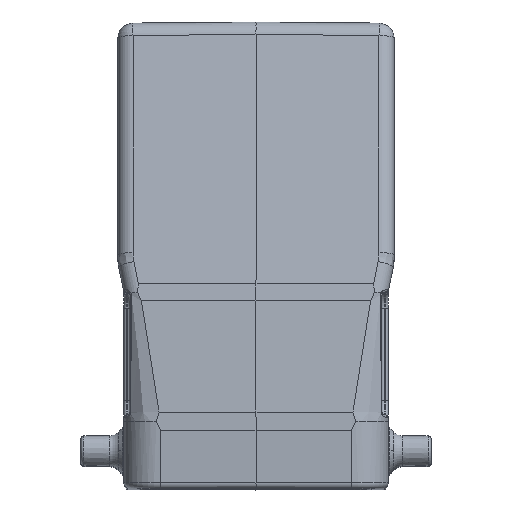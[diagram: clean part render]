
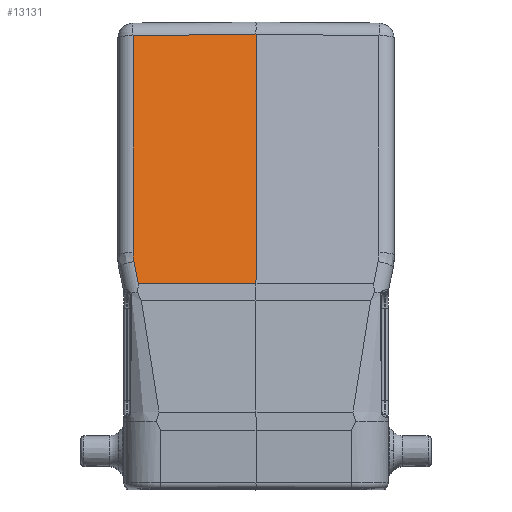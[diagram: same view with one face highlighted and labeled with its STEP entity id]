
A CAD part, top view. The second image highlights one B-rep face of the part: STEP entity #13131.
In plain terms, the highlighted planar face has unit normal (-0.009, 0.19, 0.982).
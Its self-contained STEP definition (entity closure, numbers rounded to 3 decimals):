
#1182=DIRECTION('',(0.,-0.982,0.19));
#1183=VECTOR('',#1182,35.988);
#1184=CARTESIAN_POINT('',(-20.022,19.215,49.747));
#1185=LINE('',#1184,#1183);
#1186=DIRECTION('',(-0.193,0.963,-0.188));
#1187=VECTOR('',#1186,3.79);
#1188=CARTESIAN_POINT('',(-19.146,-21.241,
57.57));
#1189=LINE('',#1188,#1187);
#1190=CARTESIAN_POINT('',(-19.876,-17.591,
56.859));
#1191=CARTESIAN_POINT('',(-19.973,-17.107,
56.764));
#1192=CARTESIAN_POINT('',(-20.022,-16.614,
56.669));
#1193=CARTESIAN_POINT('',(-20.022,-16.12,
56.573));
#1195=DIRECTION('',(1.,0.009,0.007));
#1196=VECTOR('',#1195,20.023);
#1197=CARTESIAN_POINT('',(-20.022,19.215,49.747));
#1198=LINE('',#1197,#1196);
#1224=DIRECTION('',(1.,0.,0.009));
#1225=VECTOR('',#1224,19.147);
#1226=CARTESIAN_POINT('',(-19.146,-21.241,
57.57));
#1227=LINE('',#1226,#1225);
#1250=DIRECTION('',(0.,0.982,-0.19));
#1251=VECTOR('',#1250,41.382);
#1252=CARTESIAN_POINT('',(0.,-21.241,
57.74));
#1253=LINE('',#1252,#1251);
#10264=CARTESIAN_POINT('',(0.,-21.241,
57.74));
#10265=CARTESIAN_POINT('',(0.,19.39,
49.891));
#10266=VERTEX_POINT('',#10264);
#10267=VERTEX_POINT('',#10265);
#10272=CARTESIAN_POINT('',(-19.146,-21.241,
57.57));
#10273=VERTEX_POINT('',#10272);
#10274=CARTESIAN_POINT('',(-19.876,-17.591,
56.859));
#10275=VERTEX_POINT('',#10274);
#10276=VERTEX_POINT('',#1193);
#10277=CARTESIAN_POINT('',(-20.022,19.215,
49.747));
#10278=VERTEX_POINT('',#10277);
#13114=CARTESIAN_POINT('',(0.,-22.585,58.));
#13115=DIRECTION('',(-0.009,0.19,0.982));
#13116=DIRECTION('',(0.,-0.982,0.19));
#13117=AXIS2_PLACEMENT_3D('',#13114,#13115,#13116);
#13118=PLANE('',#13117);
#13120=ORIENTED_EDGE('',*,*,#13119,.F.);
#13122=ORIENTED_EDGE('',*,*,#13121,.T.);
#13124=ORIENTED_EDGE('',*,*,#13123,.T.);
#13125=ORIENTED_EDGE('',*,*,#13104,.F.);
#13126=ORIENTED_EDGE('',*,*,#12865,.T.);
#13128=ORIENTED_EDGE('',*,*,#13127,.F.);
#13129=EDGE_LOOP('',(#13120,#13122,#13124,#13125,#13126,#13128));
#13130=FACE_OUTER_BOUND('',#13129,.F.);
#1194=B_SPLINE_CURVE_WITH_KNOTS('',3,(#1190,#1191,#1192,#1193),.UNSPECIFIED.,
.F.,.F.,(4,4),(0.,1.),.UNSPECIFIED.);
#12865=EDGE_CURVE('',#10278,#10267,#1198,.T.);
#13104=EDGE_CURVE('',#10278,#10276,#1185,.T.);
#13119=EDGE_CURVE('',#10273,#10266,#1227,.T.);
#13121=EDGE_CURVE('',#10273,#10275,#1189,.T.);
#13123=EDGE_CURVE('',#10275,#10276,#1194,.T.);
#13127=EDGE_CURVE('',#10266,#10267,#1253,.T.);
#13131=ADVANCED_FACE('',(#13130),#13118,.T.);
